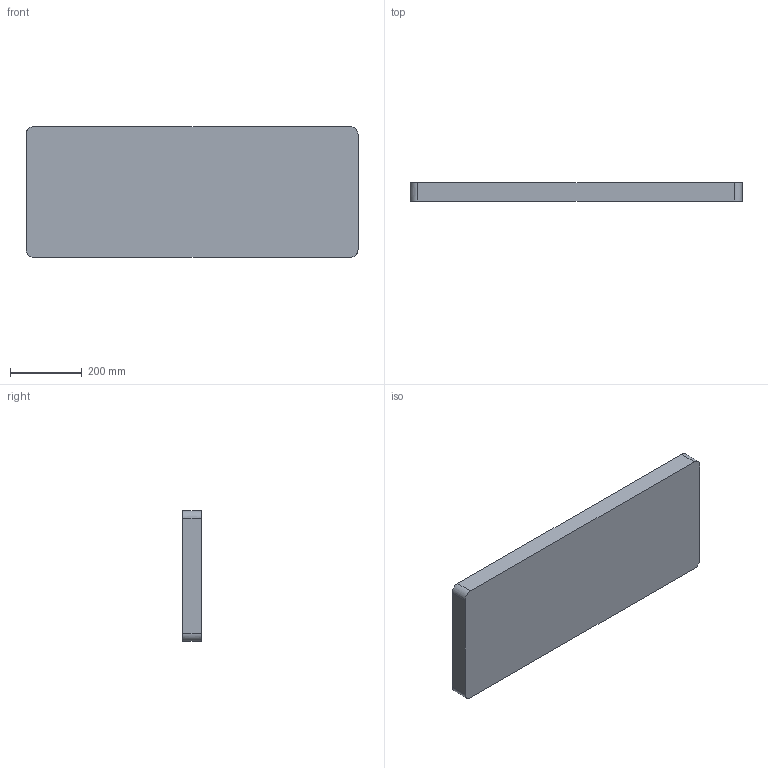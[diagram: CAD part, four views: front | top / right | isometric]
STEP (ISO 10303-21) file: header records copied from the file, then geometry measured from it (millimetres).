
FILE_DESCRIPTION (( 'STEP AP214' ), '1' );
FILE_NAME ('P1700-CASE-TOP.STEP', '2005-09-30T16:51:33', ( ' ' ), ( ' ' ), 'SwSTEP 2.0', 'SolidWorks 2005143', '' );
FILE_SCHEMA (( 'AUTOMOTIVE_DESIGN' ));
Length unit declared in the file: inch
Products named in the file (1): P1700-CASE-TOP
Bounding box: 924.31 x 50.8 x 363.73 mm (x, y, z)
Volume: 2623732.4 mm3; surface area: 894110.5 mm2
Topology: 1 solids, 1 shells, 31 faces, 76 edges, 48 vertices
Faces by surface type: bspline 12, plane 11, cylinder 8
Entity records: 5065 total; most frequent: CARTESIAN_POINT 4408, ORIENTED_EDGE 152, DIRECTION 100, EDGE_CURVE 76, VERTEX_POINT 48, VECTOR 36, LINE 36, AXIS2_PLACEMENT_3D 32
